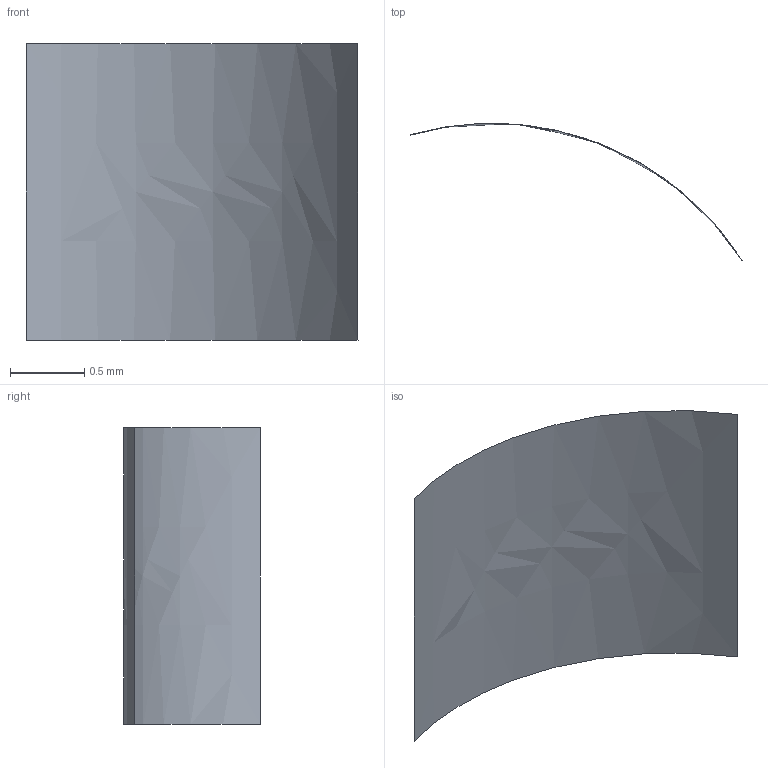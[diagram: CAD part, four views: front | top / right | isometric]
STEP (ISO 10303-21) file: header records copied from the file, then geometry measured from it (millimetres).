
FILE_DESCRIPTION((''),'2;1');
FILE_NAME('PORTE_CONTACT_ASM','2015-04-24T',('SESA69708'),('Schneider-Electric'),'PRO/ENGINEER BY PARAMETRIC TECHNOLOGY CORPORATION, 2012420','PRO/ENGINEER BY PARAMETRIC TECHNOLOGY CORPORATION, 2012420','');
FILE_SCHEMA(('CONFIG_CONTROL_DESIGN'));
Length unit declared in the file: millimetre
Products named in the file (1): PORTE_CONTACT_ASM
Bounding box: 2.24 x 0.92 x 2 mm (x, y, z)
Surface area: 5.1 mm2 (no closed solid volume)
Topology: 0 solids, 0 shells, 1 faces, 6 edges, 6 vertices
Faces by surface type: bspline 1
Entity records: 168 total; most frequent: CARTESIAN_POINT 45, DIRECTION 18, TRIMMED_CURVE 12, VECTOR 8, LINE 8, DEFINITIONAL_REPRESENTATION 6, PCURVE 6, COMPOSITE_CURVE_SEGMENT 6
